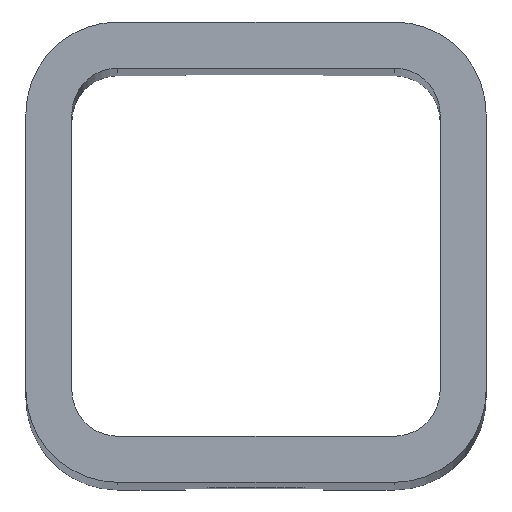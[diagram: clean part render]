
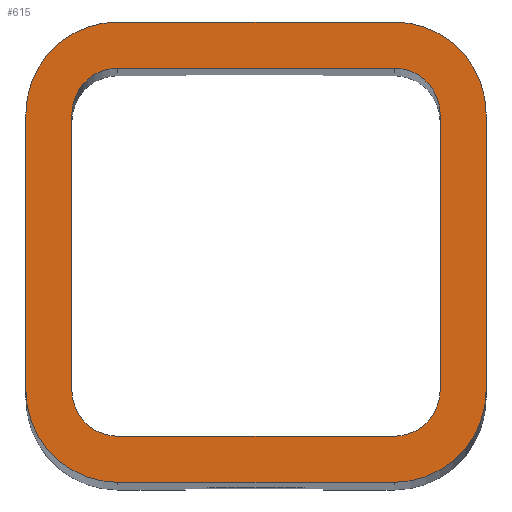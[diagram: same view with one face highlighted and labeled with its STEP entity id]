
A CAD part, top view. The second image highlights one B-rep face of the part: STEP entity #615.
In plain terms, the highlighted planar face has unit normal (0, 0, 1).
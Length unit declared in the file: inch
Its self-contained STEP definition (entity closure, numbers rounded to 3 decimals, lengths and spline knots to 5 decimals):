
#39=FACE_BOUND('',#107,.T.);
#65=FACE_OUTER_BOUND('',#106,.T.);
#106=EDGE_LOOP('',(#523,#524,#525,#526,#527,#528,#529,#530));
#107=EDGE_LOOP('',(#531,#532,#533,#534,#535,#536,#537,#538));
#135=CIRCLE('',#647,0.25);
#137=CIRCLE('',#651,0.25);
#142=CIRCLE('',#660,0.125);
#144=CIRCLE('',#664,0.125);
#151=CIRCLE('',#676,0.25);
#152=CIRCLE('',#678,0.25);
#153=CIRCLE('',#679,0.125);
#154=CIRCLE('',#680,0.125);
#172=LINE('',#914,#228);
#176=LINE('',#927,#232);
#179=LINE('',#938,#235);
#190=LINE('',#964,#246);
#193=LINE('',#976,#249);
#196=LINE('',#986,#252);
#207=LINE('',#1020,#263);
#208=LINE('',#1025,#264);
#228=VECTOR('',#727,0.75);
#232=VECTOR('',#741,0.75);
#235=VECTOR('',#752,0.75);
#246=VECTOR('',#771,0.75);
#249=VECTOR('',#784,0.75);
#252=VECTOR('',#795,0.75);
#263=VECTOR('',#830,0.75);
#264=VECTOR('',#835,0.75);
#286=VERTEX_POINT('',#911);
#287=VERTEX_POINT('',#913);
#290=VERTEX_POINT('',#921);
#291=VERTEX_POINT('',#925);
#293=VERTEX_POINT('',#931);
#295=VERTEX_POINT('',#937);
#305=VERTEX_POINT('',#961);
#306=VERTEX_POINT('',#963);
#309=VERTEX_POINT('',#971);
#310=VERTEX_POINT('',#975);
#312=VERTEX_POINT('',#981);
#313=VERTEX_POINT('',#985);
#323=VERTEX_POINT('',#1015);
#324=VERTEX_POINT('',#1019);
#325=VERTEX_POINT('',#1022);
#326=VERTEX_POINT('',#1024);
#348=EDGE_CURVE('',#286,#287,#172,.T.);
#352=EDGE_CURVE('',#287,#290,#135,.T.);
#355=EDGE_CURVE('',#290,#291,#176,.T.);
#357=EDGE_CURVE('',#291,#293,#137,.T.);
#360=EDGE_CURVE('',#293,#295,#179,.T.);
#373=EDGE_CURVE('',#306,#305,#190,.T.);
#377=EDGE_CURVE('',#306,#309,#142,.T.);
#379=EDGE_CURVE('',#310,#309,#193,.T.);
#382=EDGE_CURVE('',#310,#312,#144,.T.);
#384=EDGE_CURVE('',#313,#312,#196,.T.);
#401=EDGE_CURVE('',#323,#286,#151,.T.);
#402=EDGE_CURVE('',#324,#323,#207,.T.);
#403=EDGE_CURVE('',#295,#324,#152,.T.);
#404=EDGE_CURVE('',#325,#305,#153,.T.);
#405=EDGE_CURVE('',#325,#326,#208,.T.);
#406=EDGE_CURVE('',#313,#326,#154,.T.);
#523=ORIENTED_EDGE('',*,*,#357,.F.);
#524=ORIENTED_EDGE('',*,*,#355,.F.);
#525=ORIENTED_EDGE('',*,*,#352,.F.);
#526=ORIENTED_EDGE('',*,*,#348,.F.);
#527=ORIENTED_EDGE('',*,*,#401,.F.);
#528=ORIENTED_EDGE('',*,*,#402,.F.);
#529=ORIENTED_EDGE('',*,*,#403,.F.);
#530=ORIENTED_EDGE('',*,*,#360,.F.);
#531=ORIENTED_EDGE('',*,*,#384,.T.);
#532=ORIENTED_EDGE('',*,*,#382,.F.);
#533=ORIENTED_EDGE('',*,*,#379,.T.);
#534=ORIENTED_EDGE('',*,*,#377,.F.);
#535=ORIENTED_EDGE('',*,*,#373,.T.);
#536=ORIENTED_EDGE('',*,*,#404,.F.);
#537=ORIENTED_EDGE('',*,*,#405,.T.);
#538=ORIENTED_EDGE('',*,*,#406,.F.);
#593=PLANE('',#677);
#615=ADVANCED_FACE('',(#65,#39),#593,.T.);
#647=AXIS2_PLACEMENT_3D('',#922,#735,#736);
#651=AXIS2_PLACEMENT_3D('',#932,#746,#747);
#660=AXIS2_PLACEMENT_3D('',#972,#779,#780);
#664=AXIS2_PLACEMENT_3D('',#982,#790,#791);
#676=AXIS2_PLACEMENT_3D('',#1017,#826,#827);
#677=AXIS2_PLACEMENT_3D('',#1018,#828,#829);
#678=AXIS2_PLACEMENT_3D('',#1021,#831,#832);
#679=AXIS2_PLACEMENT_3D('',#1023,#833,#834);
#680=AXIS2_PLACEMENT_3D('',#1026,#836,#837);
#727=DIRECTION('',(-1.,0.,0.));
#735=DIRECTION('center_axis',(0.,0.,-1.));
#736=DIRECTION('ref_axis',(0.,-1.,0.));
#741=DIRECTION('',(0.,1.,0.));
#746=DIRECTION('center_axis',(0.,0.,-1.));
#747=DIRECTION('ref_axis',(-1.,0.,0.));
#752=DIRECTION('',(1.,0.,0.));
#771=DIRECTION('',(1.,0.,0.));
#779=DIRECTION('center_axis',(0.,0.,1.));
#780=DIRECTION('ref_axis',(0.,1.,0.));
#784=DIRECTION('',(0.,1.,0.));
#790=DIRECTION('center_axis',(0.,0.,1.));
#791=DIRECTION('ref_axis',(-1.,0.,0.));
#795=DIRECTION('',(-1.,0.,0.));
#826=DIRECTION('center_axis',(0.,0.,-1.));
#827=DIRECTION('ref_axis',(1.,0.,0.));
#828=DIRECTION('center_axis',(0.,0.,1.));
#829=DIRECTION('ref_axis',(1.,0.,0.));
#830=DIRECTION('',(0.,-1.,0.));
#831=DIRECTION('center_axis',(0.,0.,-1.));
#832=DIRECTION('ref_axis',(0.,1.,0.));
#833=DIRECTION('center_axis',(0.,0.,1.));
#834=DIRECTION('ref_axis',(1.,0.,0.));
#835=DIRECTION('',(0.,-1.,0.));
#836=DIRECTION('center_axis',(0.,0.,1.));
#837=DIRECTION('ref_axis',(0.,-1.,0.));
#911=CARTESIAN_POINT('',(0.375,-0.625,12.));
#913=CARTESIAN_POINT('',(-0.375,-0.625,12.));
#914=CARTESIAN_POINT('',(0.375,-0.625,12.));
#921=CARTESIAN_POINT('',(-0.625,-0.375,12.));
#922=CARTESIAN_POINT('Origin',(-0.375,-0.375,12.));
#925=CARTESIAN_POINT('',(-0.625,0.375,12.));
#927=CARTESIAN_POINT('',(-0.625,-0.375,12.));
#931=CARTESIAN_POINT('',(-0.375,0.625,12.));
#932=CARTESIAN_POINT('Origin',(-0.375,0.375,12.));
#937=CARTESIAN_POINT('',(0.375,0.625,12.));
#938=CARTESIAN_POINT('',(-0.375,0.625,12.));
#961=CARTESIAN_POINT('',(0.375,0.5,12.));
#963=CARTESIAN_POINT('',(-0.375,0.5,12.));
#964=CARTESIAN_POINT('',(-0.375,0.5,12.));
#971=CARTESIAN_POINT('',(-0.5,0.375,12.));
#972=CARTESIAN_POINT('Origin',(-0.375,0.375,12.));
#975=CARTESIAN_POINT('',(-0.5,-0.375,12.));
#976=CARTESIAN_POINT('',(-0.5,-0.375,12.));
#981=CARTESIAN_POINT('',(-0.375,-0.5,12.));
#982=CARTESIAN_POINT('Origin',(-0.375,-0.375,12.));
#985=CARTESIAN_POINT('',(0.375,-0.5,12.));
#986=CARTESIAN_POINT('',(0.375,-0.5,12.));
#1015=CARTESIAN_POINT('',(0.625,-0.375,12.));
#1017=CARTESIAN_POINT('Origin',(0.375,-0.375,12.));
#1018=CARTESIAN_POINT('Origin',(0.,0.,12.));
#1019=CARTESIAN_POINT('',(0.625,0.375,12.));
#1020=CARTESIAN_POINT('',(0.625,0.375,12.));
#1021=CARTESIAN_POINT('Origin',(0.375,0.375,12.));
#1022=CARTESIAN_POINT('',(0.5,0.375,12.));
#1023=CARTESIAN_POINT('Origin',(0.375,0.375,12.));
#1024=CARTESIAN_POINT('',(0.5,-0.375,12.));
#1025=CARTESIAN_POINT('',(0.5,0.375,12.));
#1026=CARTESIAN_POINT('Origin',(0.375,-0.375,12.));
